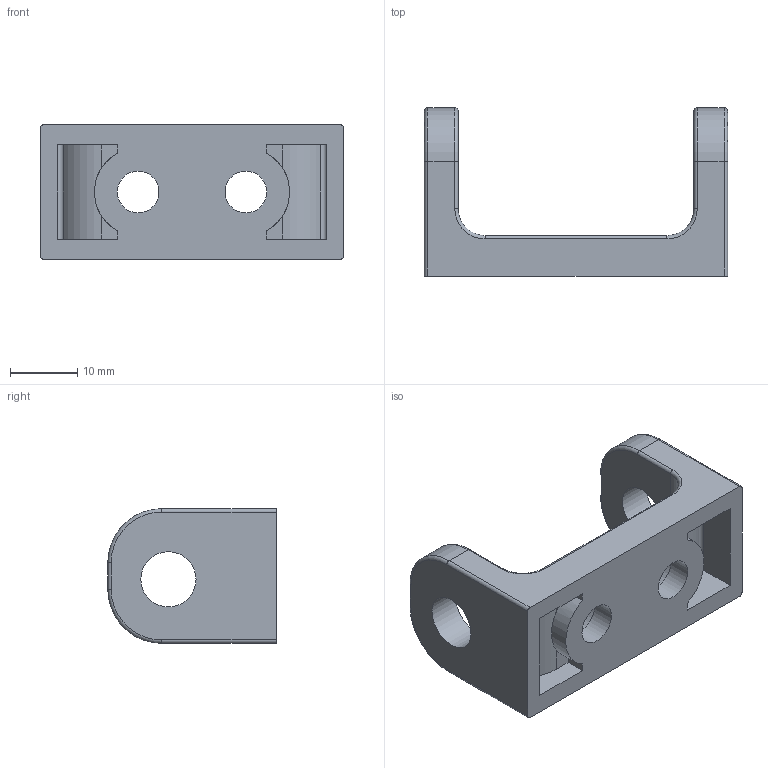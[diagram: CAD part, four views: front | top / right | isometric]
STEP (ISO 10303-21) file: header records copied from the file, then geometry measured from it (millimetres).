
FILE_DESCRIPTION( ( 'STEP AP203' ), '1' );
FILE_NAME( ' ', ' ', ( ' ' ), ( ' ' ), 'PSStep 10.0', ' ', ' ' );
FILE_SCHEMA( ( 'CONFIG_CONTROL_DESIGN' ) );
Length unit declared in the file: millimetre
Products named in the file (1): 1
Bounding box: 45 x 25 x 20 mm (x, y, z)
Volume: 7200.7 mm3; surface area: 4831.7 mm2
Topology: 1 solids, 1 shells, 72 faces, 175 edges, 109 vertices
Faces by surface type: cylinder 32, plane 28, torus 12
Full cylindrical faces by diameter (mm): 6.2 x2, 8.2 x2, 9 x2
Entity records: 2100 total; most frequent: DIRECTION 390, CARTESIAN_POINT 341, ORIENTED_EDGE 328, EDGE_CURVE 164, AXIS2_PLACEMENT_3D 153, VERTEX_POINT 104, EDGE_LOOP 90, LINE 84
